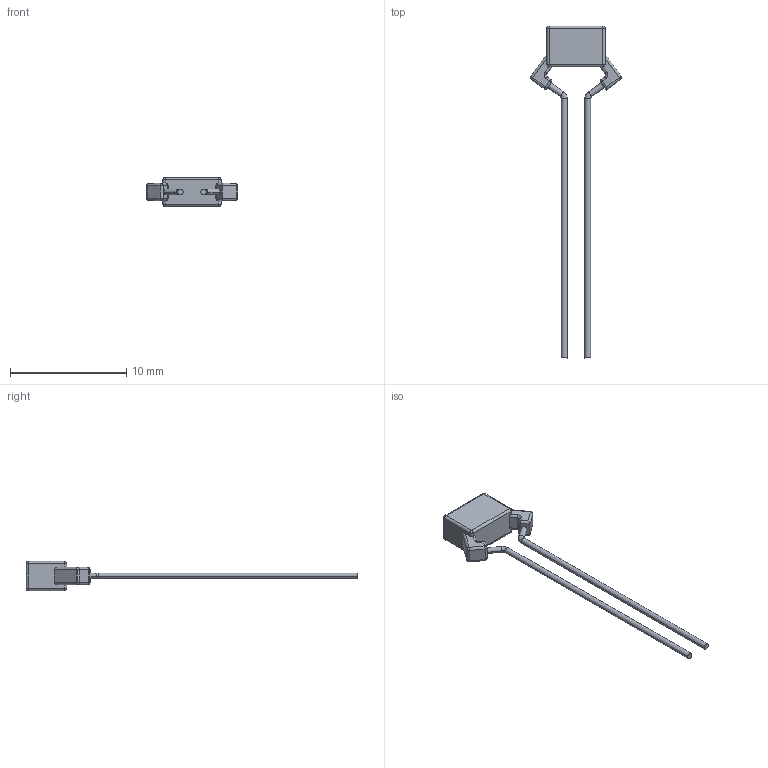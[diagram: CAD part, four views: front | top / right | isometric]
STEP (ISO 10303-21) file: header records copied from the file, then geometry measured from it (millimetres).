
FILE_DESCRIPTION (( 'STEP AP214' ), '1' );
FILE_NAME ('RDER71E104K0P1H03B.STEP', '2021-08-24T06:40:08', ( '' ), ( '' ), 'SwSTEP 2.0', 'SolidWorks 2018', '' );
FILE_SCHEMA (( 'AUTOMOTIVE_DESIGN' ));
Length unit declared in the file: millimetre
Products named in the file (2): RDER71E104K0P1H03B
Bounding box: 7.84 x 28.5 x 2.5 mm (x, y, z)
Volume: 60.8 mm3; surface area: 173.6 mm2
Topology: 1 solids, 1 shells, 106 faces, 242 edges, 130 vertices
Faces by surface type: cylinder 44, sphere 22, plane 22, bspline 12, torus 6
Entity records: 4211 total; most frequent: CARTESIAN_POINT 740, DIRECTION 506, ORIENTED_EDGE 460, EDGE_CURVE 230, AXIS2_PLACEMENT_3D 206, VERTEX_POINT 128, CIRCLE 110, UNCERTAINTY_MEASURE_WITH_UNIT 109
